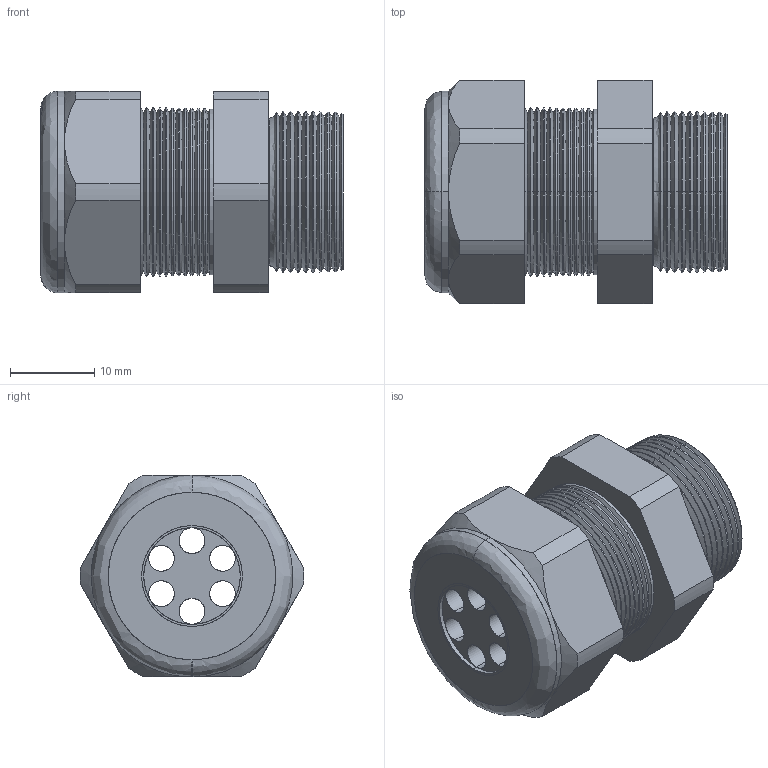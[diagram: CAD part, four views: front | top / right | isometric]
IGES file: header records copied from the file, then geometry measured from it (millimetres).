
Start section: SolidWorks IGES file using analytic representation for surfaces
Global section: file name: CD20M2-GY.IGS; native system: SolidWorks 2007; preprocessor: SolidWorks 2007; author: Administrator; date: 081125.110100; units: inch
Bounding box: 35.81 x 26.49 x 23.88 mm (x, y, z)
Surface area: 6532.3 mm2 (no closed solid volume)
Topology: 0 solids, 0 shells, 186 faces, 1566 edges, 1566 vertices
Faces by surface type: revolution 160, bspline 26
